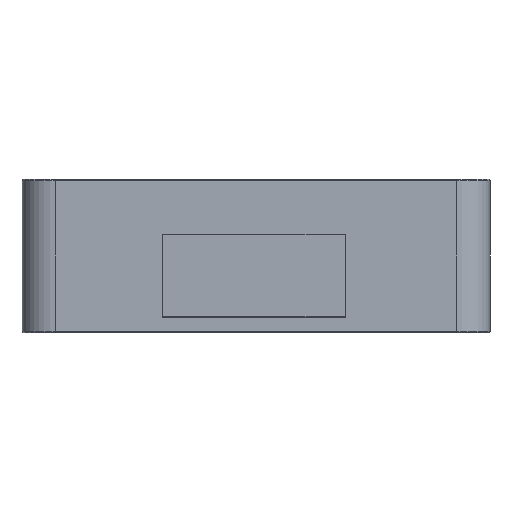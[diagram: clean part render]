
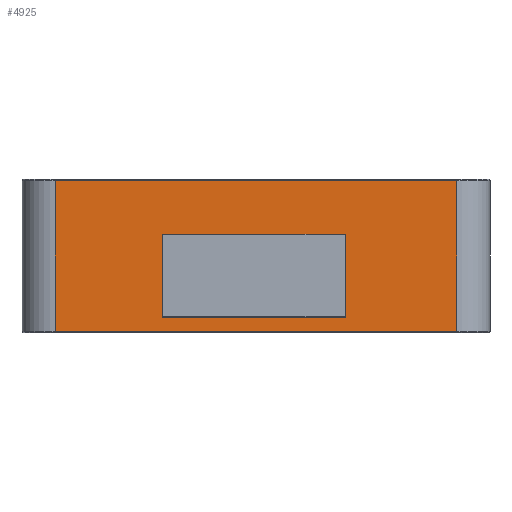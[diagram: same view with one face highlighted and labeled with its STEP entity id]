
A CAD part, left-side view. The second image highlights one B-rep face of the part: STEP entity #4925.
In plain terms, the highlighted planar face has unit normal (-1, 0, 0).
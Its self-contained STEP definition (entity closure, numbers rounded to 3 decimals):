
#1721 = CYLINDRICAL_SURFACE('',#1722,0.1);
#1722 = AXIS2_PLACEMENT_3D('',#1723,#1724,#1725);
#1723 = CARTESIAN_POINT('',(-26.724,-12.002,8.2));
#1724 = DIRECTION('',(0.,1.,0.));
#1725 = DIRECTION('',(-1.,0.,0.));
#2336 = PLANE('',#2337);
#2337 = AXIS2_PLACEMENT_3D('',#2338,#2339,#2340);
#2338 = CARTESIAN_POINT('',(-16.002,5.588,0.));
#2339 = DIRECTION('',(0.,-1.,0.));
#2340 = DIRECTION('',(-1.,0.,0.));
#2364 = PLANE('',#2365);
#2365 = AXIS2_PLACEMENT_3D('',#2366,#2367,#2368);
#2366 = CARTESIAN_POINT('',(-16.002,5.588,0.));
#2367 = DIRECTION('',(0.,0.,-1.));
#2368 = DIRECTION('',(-1.,0.,0.));
#2392 = PLANE('',#2393);
#2393 = AXIS2_PLACEMENT_3D('',#2394,#2395,#2396);
#2394 = CARTESIAN_POINT('',(-27.816,-5.334,0.));
#2395 = DIRECTION('',(0.,1.,0.));
#2396 = DIRECTION('',(1.,0.,0.));
#3485 = VERTEX_POINT('',#3486);
#3486 = CARTESIAN_POINT('',(-26.824,11.998,8.2));
#3521 = CYLINDRICAL_SURFACE('',#3522,2.);
#3522 = AXIS2_PLACEMENT_3D('',#3523,#3524,#3525);
#3523 = CARTESIAN_POINT('',(-24.824,11.998,-0.9));
#3524 = DIRECTION('',(0.,0.,-1.));
#3525 = DIRECTION('',(-1.,0.,0.));
#3593 = VERTEX_POINT('',#3594);
#3594 = CARTESIAN_POINT('',(-26.824,-12.002,8.2));
#3616 = EDGE_CURVE('',#3593,#3485,#3617,.T.);
#3617 = SURFACE_CURVE('',#3618,(#3622,#3629),.PCURVE_S1.);
#3618 = LINE('',#3619,#3620);
#3619 = CARTESIAN_POINT('',(-26.824,-12.002,8.2));
#3620 = VECTOR('',#3621,1.);
#3621 = DIRECTION('',(0.,1.,0.));
#3622 = PCURVE('',#1721,#3623);
#3623 = DEFINITIONAL_REPRESENTATION('',(#3624),#3628);
#3624 = LINE('',#3625,#3626);
#3625 = CARTESIAN_POINT('',(0.,0.));
#3626 = VECTOR('',#3627,1.);
#3627 = DIRECTION('',(0.,1.));
#3628 = ( GEOMETRIC_REPRESENTATION_CONTEXT(2) 
PARAMETRIC_REPRESENTATION_CONTEXT() REPRESENTATION_CONTEXT('2D SPACE',''
  ) );
#3629 = PCURVE('',#3630,#3635);
#3630 = PLANE('',#3631);
#3631 = AXIS2_PLACEMENT_3D('',#3632,#3633,#3634);
#3632 = CARTESIAN_POINT('',(-26.824,-12.002,-0.9));
#3633 = DIRECTION('',(-1.,0.,0.));
#3634 = DIRECTION('',(0.,1.,0.));
#3635 = DEFINITIONAL_REPRESENTATION('',(#3636),#3640);
#3636 = LINE('',#3637,#3638);
#3637 = CARTESIAN_POINT('',(0.,-9.1));
#3638 = VECTOR('',#3639,1.);
#3639 = DIRECTION('',(1.,0.));
#3640 = ( GEOMETRIC_REPRESENTATION_CONTEXT(2) 
PARAMETRIC_REPRESENTATION_CONTEXT() REPRESENTATION_CONTEXT('2D SPACE',''
  ) );
#3735 = CYLINDRICAL_SURFACE('',#3736,2.);
#3736 = AXIS2_PLACEMENT_3D('',#3737,#3738,#3739);
#3737 = CARTESIAN_POINT('',(-24.824,-12.002,-0.9));
#3738 = DIRECTION('',(0.,0.,-1.));
#3739 = DIRECTION('',(0.,-1.,0.));
#3871 = VERTEX_POINT('',#3872);
#3872 = CARTESIAN_POINT('',(-26.824,-5.334,0.));
#3893 = EDGE_CURVE('',#3894,#3871,#3896,.T.);
#3894 = VERTEX_POINT('',#3895);
#3895 = CARTESIAN_POINT('',(-26.824,-5.334,5.));
#3896 = SURFACE_CURVE('',#3897,(#3901,#3907),.PCURVE_S1.);
#3897 = LINE('',#3898,#3899);
#3898 = CARTESIAN_POINT('',(-26.824,-5.334,-0.45));
#3899 = VECTOR('',#3900,1.);
#3900 = DIRECTION('',(0.,0.,-1.));
#3901 = PCURVE('',#2392,#3902);
#3902 = DEFINITIONAL_REPRESENTATION('',(#3903),#3906);
#3903 = B_SPLINE_CURVE_WITH_KNOTS('',1,(#3904,#3905),.UNSPECIFIED.,.F.,
  .F.,(2,2),(-5.95,0.05),.PIECEWISE_BEZIER_KNOTS.);
#3904 = CARTESIAN_POINT('',(0.992,-5.5));
#3905 = CARTESIAN_POINT('',(0.992,0.5));
#3906 = ( GEOMETRIC_REPRESENTATION_CONTEXT(2) 
PARAMETRIC_REPRESENTATION_CONTEXT() REPRESENTATION_CONTEXT('2D SPACE',''
  ) );
#3907 = PCURVE('',#3630,#3908);
#3908 = DEFINITIONAL_REPRESENTATION('',(#3909),#3912);
#3909 = B_SPLINE_CURVE_WITH_KNOTS('',1,(#3910,#3911),.UNSPECIFIED.,.F.,
  .F.,(2,2),(-5.95,0.05),.PIECEWISE_BEZIER_KNOTS.);
#3910 = CARTESIAN_POINT('',(6.668,-6.4));
#3911 = CARTESIAN_POINT('',(6.668,-0.4));
#3912 = ( GEOMETRIC_REPRESENTATION_CONTEXT(2) 
PARAMETRIC_REPRESENTATION_CONTEXT() REPRESENTATION_CONTEXT('2D SPACE',''
  ) );
#3928 = PLANE('',#3929);
#3929 = AXIS2_PLACEMENT_3D('',#3930,#3931,#3932);
#3930 = CARTESIAN_POINT('',(-16.002,5.588,5.));
#3931 = DIRECTION('',(0.,0.,-1.));
#3932 = DIRECTION('',(-1.,0.,0.));
#4022 = CYLINDRICAL_SURFACE('',#4023,0.1);
#4023 = AXIS2_PLACEMENT_3D('',#4024,#4025,#4026);
#4024 = CARTESIAN_POINT('',(-26.724,-12.002,-0.8));
#4025 = DIRECTION('',(0.,1.,0.));
#4026 = DIRECTION('',(-1.,0.,0.));
#4197 = VERTEX_POINT('',#4198);
#4198 = CARTESIAN_POINT('',(-26.824,5.588,0.));
#4221 = EDGE_CURVE('',#4197,#3871,#4222,.T.);
#4222 = SURFACE_CURVE('',#4223,(#4227,#4233),.PCURVE_S1.);
#4223 = LINE('',#4224,#4225);
#4224 = CARTESIAN_POINT('',(-26.824,-3.207,0.));
#4225 = VECTOR('',#4226,1.);
#4226 = DIRECTION('',(-0.,-1.,-0.));
#4227 = PCURVE('',#2364,#4228);
#4228 = DEFINITIONAL_REPRESENTATION('',(#4229),#4232);
#4229 = B_SPLINE_CURVE_WITH_KNOTS('',1,(#4230,#4231),.UNSPECIFIED.,.F.,
  .F.,(2,2),(-9.887,3.219),.PIECEWISE_BEZIER_KNOTS.);
#4230 = CARTESIAN_POINT('',(10.822,1.092));
#4231 = CARTESIAN_POINT('',(10.822,-12.014));
#4232 = ( GEOMETRIC_REPRESENTATION_CONTEXT(2) 
PARAMETRIC_REPRESENTATION_CONTEXT() REPRESENTATION_CONTEXT('2D SPACE',''
  ) );
#4233 = PCURVE('',#3630,#4234);
#4234 = DEFINITIONAL_REPRESENTATION('',(#4235),#4238);
#4235 = B_SPLINE_CURVE_WITH_KNOTS('',1,(#4236,#4237),.UNSPECIFIED.,.F.,
  .F.,(2,2),(-9.887,3.219),.PIECEWISE_BEZIER_KNOTS.);
#4236 = CARTESIAN_POINT('',(18.682,-0.9));
#4237 = CARTESIAN_POINT('',(5.576,-0.9));
#4238 = ( GEOMETRIC_REPRESENTATION_CONTEXT(2) 
PARAMETRIC_REPRESENTATION_CONTEXT() REPRESENTATION_CONTEXT('2D SPACE',''
  ) );
#4267 = VERTEX_POINT('',#4268);
#4268 = CARTESIAN_POINT('',(-26.824,5.588,5.));
#4289 = EDGE_CURVE('',#4197,#4267,#4290,.T.);
#4290 = SURFACE_CURVE('',#4291,(#4295,#4301),.PCURVE_S1.);
#4291 = LINE('',#4292,#4293);
#4292 = CARTESIAN_POINT('',(-26.824,5.588,-0.45));
#4293 = VECTOR('',#4294,1.);
#4294 = DIRECTION('',(0.,0.,1.));
#4295 = PCURVE('',#2336,#4296);
#4296 = DEFINITIONAL_REPRESENTATION('',(#4297),#4300);
#4297 = B_SPLINE_CURVE_WITH_KNOTS('',1,(#4298,#4299),.UNSPECIFIED.,.F.,
  .F.,(2,2),(-0.05,5.95),.PIECEWISE_BEZIER_KNOTS.);
#4298 = CARTESIAN_POINT('',(10.822,0.5));
#4299 = CARTESIAN_POINT('',(10.822,-5.5));
#4300 = ( GEOMETRIC_REPRESENTATION_CONTEXT(2) 
PARAMETRIC_REPRESENTATION_CONTEXT() REPRESENTATION_CONTEXT('2D SPACE',''
  ) );
#4301 = PCURVE('',#3630,#4302);
#4302 = DEFINITIONAL_REPRESENTATION('',(#4303),#4306);
#4303 = B_SPLINE_CURVE_WITH_KNOTS('',1,(#4304,#4305),.UNSPECIFIED.,.F.,
  .F.,(2,2),(-0.05,5.95),.PIECEWISE_BEZIER_KNOTS.);
#4304 = CARTESIAN_POINT('',(17.59,-0.4));
#4305 = CARTESIAN_POINT('',(17.59,-6.4));
#4306 = ( GEOMETRIC_REPRESENTATION_CONTEXT(2) 
PARAMETRIC_REPRESENTATION_CONTEXT() REPRESENTATION_CONTEXT('2D SPACE',''
  ) );
#4829 = EDGE_CURVE('',#4830,#3485,#4832,.T.);
#4830 = VERTEX_POINT('',#4831);
#4831 = CARTESIAN_POINT('',(-26.824,11.998,-0.8));
#4832 = SURFACE_CURVE('',#4833,(#4837,#4844),.PCURVE_S1.);
#4833 = LINE('',#4834,#4835);
#4834 = CARTESIAN_POINT('',(-26.824,11.998,-0.9));
#4835 = VECTOR('',#4836,1.);
#4836 = DIRECTION('',(0.,0.,1.));
#4837 = PCURVE('',#3521,#4838);
#4838 = DEFINITIONAL_REPRESENTATION('',(#4839),#4843);
#4839 = LINE('',#4840,#4841);
#4840 = CARTESIAN_POINT('',(0.,0.));
#4841 = VECTOR('',#4842,1.);
#4842 = DIRECTION('',(0.,-1.));
#4843 = ( GEOMETRIC_REPRESENTATION_CONTEXT(2) 
PARAMETRIC_REPRESENTATION_CONTEXT() REPRESENTATION_CONTEXT('2D SPACE',''
  ) );
#4844 = PCURVE('',#3630,#4845);
#4845 = DEFINITIONAL_REPRESENTATION('',(#4846),#4850);
#4846 = LINE('',#4847,#4848);
#4847 = CARTESIAN_POINT('',(24.,0.));
#4848 = VECTOR('',#4849,1.);
#4849 = DIRECTION('',(0.,-1.));
#4850 = ( GEOMETRIC_REPRESENTATION_CONTEXT(2) 
PARAMETRIC_REPRESENTATION_CONTEXT() REPRESENTATION_CONTEXT('2D SPACE',''
  ) );
#4925 = ADVANCED_FACE('',(#4926,#4974),#3630,.T.);
#4926 = FACE_BOUND('',#4927,.T.);
#4927 = EDGE_LOOP('',(#4928,#4951,#4952,#4953));
#4928 = ORIENTED_EDGE('',*,*,#4929,.T.);
#4929 = EDGE_CURVE('',#4930,#3593,#4932,.T.);
#4930 = VERTEX_POINT('',#4931);
#4931 = CARTESIAN_POINT('',(-26.824,-12.002,-0.8));
#4932 = SURFACE_CURVE('',#4933,(#4937,#4944),.PCURVE_S1.);
#4933 = LINE('',#4934,#4935);
#4934 = CARTESIAN_POINT('',(-26.824,-12.002,-0.9));
#4935 = VECTOR('',#4936,1.);
#4936 = DIRECTION('',(0.,0.,1.));
#4937 = PCURVE('',#3630,#4938);
#4938 = DEFINITIONAL_REPRESENTATION('',(#4939),#4943);
#4939 = LINE('',#4940,#4941);
#4940 = CARTESIAN_POINT('',(0.,0.));
#4941 = VECTOR('',#4942,1.);
#4942 = DIRECTION('',(0.,-1.));
#4943 = ( GEOMETRIC_REPRESENTATION_CONTEXT(2) 
PARAMETRIC_REPRESENTATION_CONTEXT() REPRESENTATION_CONTEXT('2D SPACE',''
  ) );
#4944 = PCURVE('',#3735,#4945);
#4945 = DEFINITIONAL_REPRESENTATION('',(#4946),#4950);
#4946 = LINE('',#4947,#4948);
#4947 = CARTESIAN_POINT('',(1.571,0.));
#4948 = VECTOR('',#4949,1.);
#4949 = DIRECTION('',(0.,-1.));
#4950 = ( GEOMETRIC_REPRESENTATION_CONTEXT(2) 
PARAMETRIC_REPRESENTATION_CONTEXT() REPRESENTATION_CONTEXT('2D SPACE',''
  ) );
#4951 = ORIENTED_EDGE('',*,*,#3616,.T.);
#4952 = ORIENTED_EDGE('',*,*,#4829,.F.);
#4953 = ORIENTED_EDGE('',*,*,#4954,.F.);
#4954 = EDGE_CURVE('',#4930,#4830,#4955,.T.);
#4955 = SURFACE_CURVE('',#4956,(#4960,#4967),.PCURVE_S1.);
#4956 = LINE('',#4957,#4958);
#4957 = CARTESIAN_POINT('',(-26.824,-12.002,-0.8));
#4958 = VECTOR('',#4959,1.);
#4959 = DIRECTION('',(0.,1.,0.));
#4960 = PCURVE('',#3630,#4961);
#4961 = DEFINITIONAL_REPRESENTATION('',(#4962),#4966);
#4962 = LINE('',#4963,#4964);
#4963 = CARTESIAN_POINT('',(0.,-0.1));
#4964 = VECTOR('',#4965,1.);
#4965 = DIRECTION('',(1.,0.));
#4966 = ( GEOMETRIC_REPRESENTATION_CONTEXT(2) 
PARAMETRIC_REPRESENTATION_CONTEXT() REPRESENTATION_CONTEXT('2D SPACE',''
  ) );
#4967 = PCURVE('',#4022,#4968);
#4968 = DEFINITIONAL_REPRESENTATION('',(#4969),#4973);
#4969 = LINE('',#4970,#4971);
#4970 = CARTESIAN_POINT('',(-0.,0.));
#4971 = VECTOR('',#4972,1.);
#4972 = DIRECTION('',(-0.,1.));
#4973 = ( GEOMETRIC_REPRESENTATION_CONTEXT(2) 
PARAMETRIC_REPRESENTATION_CONTEXT() REPRESENTATION_CONTEXT('2D SPACE',''
  ) );
#4974 = FACE_BOUND('',#4975,.T.);
#4975 = EDGE_LOOP('',(#4976,#4977,#4978,#4997));
#4976 = ORIENTED_EDGE('',*,*,#4221,.F.);
#4977 = ORIENTED_EDGE('',*,*,#4289,.T.);
#4978 = ORIENTED_EDGE('',*,*,#4979,.T.);
#4979 = EDGE_CURVE('',#4267,#3894,#4980,.T.);
#4980 = SURFACE_CURVE('',#4981,(#4985,#4991),.PCURVE_S1.);
#4981 = LINE('',#4982,#4983);
#4982 = CARTESIAN_POINT('',(-26.824,-3.207,5.));
#4983 = VECTOR('',#4984,1.);
#4984 = DIRECTION('',(-0.,-1.,-0.));
#4985 = PCURVE('',#3630,#4986);
#4986 = DEFINITIONAL_REPRESENTATION('',(#4987),#4990);
#4987 = B_SPLINE_CURVE_WITH_KNOTS('',1,(#4988,#4989),.UNSPECIFIED.,.F.,
  .F.,(2,2),(-9.887,3.219),.PIECEWISE_BEZIER_KNOTS.);
#4988 = CARTESIAN_POINT('',(18.682,-5.9));
#4989 = CARTESIAN_POINT('',(5.576,-5.9));
#4990 = ( GEOMETRIC_REPRESENTATION_CONTEXT(2) 
PARAMETRIC_REPRESENTATION_CONTEXT() REPRESENTATION_CONTEXT('2D SPACE',''
  ) );
#4991 = PCURVE('',#3928,#4992);
#4992 = DEFINITIONAL_REPRESENTATION('',(#4993),#4996);
#4993 = B_SPLINE_CURVE_WITH_KNOTS('',1,(#4994,#4995),.UNSPECIFIED.,.F.,
  .F.,(2,2),(-9.887,3.219),.PIECEWISE_BEZIER_KNOTS.);
#4994 = CARTESIAN_POINT('',(10.822,1.092));
#4995 = CARTESIAN_POINT('',(10.822,-12.014));
#4996 = ( GEOMETRIC_REPRESENTATION_CONTEXT(2) 
PARAMETRIC_REPRESENTATION_CONTEXT() REPRESENTATION_CONTEXT('2D SPACE',''
  ) );
#4997 = ORIENTED_EDGE('',*,*,#3893,.T.);
